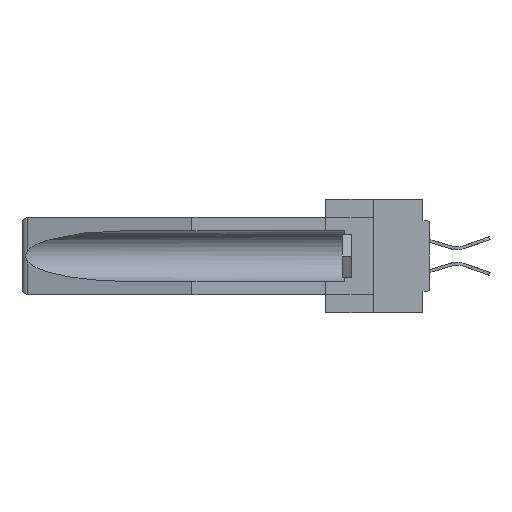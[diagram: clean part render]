
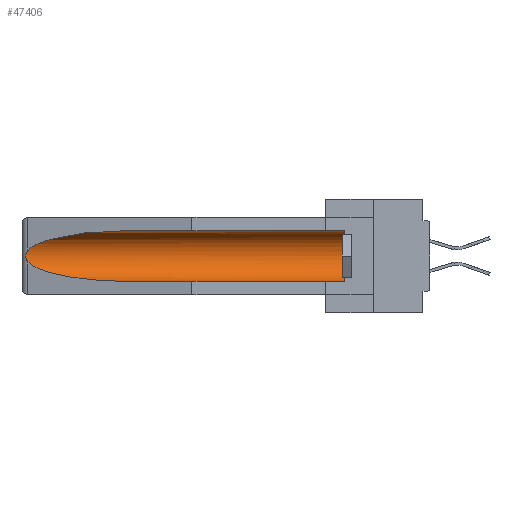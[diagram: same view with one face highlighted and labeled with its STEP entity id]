
A CAD part, left-side view. The second image highlights one B-rep face of the part: STEP entity #47406.
In plain terms, the highlighted cylindrical face has radius 2.857 mm (diameter 5.715 mm), a partial arc.
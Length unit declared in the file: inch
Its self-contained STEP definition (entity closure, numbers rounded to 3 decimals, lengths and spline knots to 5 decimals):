
#1431 = B_SPLINE_CURVE_WITH_KNOTS ( 'NONE', 3,
 ( #11118, #32724, #6954, #47423, #36864, #44233, #47269, #29642, #7593, #7755 ),
 .UNSPECIFIED., .F., .F.,
 ( 4, 2, 2, 2, 4 ),
 ( 0., 0.00029, 0.00058, 0.00087, 0.00117 ),
 .UNSPECIFIED. ) ;
#3801 = CARTESIAN_POINT ( 'NONE',  ( 0.155, 0.126, -0.059 ) ) ;
#4751 = CARTESIAN_POINT ( 'NONE',  ( 0.155, 1.07973, -0.284 ) ) ;
#4811 = EDGE_CURVE ( 'NONE', #20848, #17941, #14999, .T. ) ;
#5888 = DIRECTION ( 'NONE',  ( 0., -1., 0. ) ) ;
#6954 = CARTESIAN_POINT ( 'NONE',  ( 0.26654, 1.53092, -0.15636 ) ) ;
#7593 = CARTESIAN_POINT ( 'NONE',  ( 0.26597, 1.5296, -0.19026 ) ) ;
#7755 = CARTESIAN_POINT ( 'NONE',  ( 0.26537, 1.52718, -0.19328 ) ) ;
#7804 = LINE ( 'NONE', #41316, #26244 ) ;
#10019 = ORIENTED_EDGE ( 'NONE', *, *, #19749, .T. ) ;
#10305 = VECTOR ( 'NONE', #37203, 39.37008 ) ;
#10619 = AXIS2_PLACEMENT_3D ( 'NONE', #20221, #5888, #27983 ) ;
#11118 = CARTESIAN_POINT ( 'NONE',  ( 0.26537, 1.52718, -0.14972 ) ) ;
#11598 = VERTEX_POINT ( 'NONE', #3801 ) ;
#11995 = CARTESIAN_POINT ( 'NONE',  ( 0.26537, 1.52718, -0.19328 ) ) ;
#13157 = EDGE_CURVE ( 'NONE', #44801, #17941, #29910, .T. ) ;
#14999 =( BOUNDED_CURVE ( )  B_SPLINE_CURVE ( 3, ( #11995, #27472, #34394, #4751 ),
 .UNSPECIFIED., .F., .F. ) 
 B_SPLINE_CURVE_WITH_KNOTS ( ( 4, 4 ),
 ( 0.1948, 1.5708 ),
 .UNSPECIFIED. ) 
 CURVE ( )  GEOMETRIC_REPRESENTATION_ITEM ( )  RATIONAL_B_SPLINE_CURVE ( ( 1., 0.848, 0.848, 1. ) ) 
 REPRESENTATION_ITEM ( '' )  );
#15112 = ORIENTED_EDGE ( 'NONE', *, *, #13157, .F. ) ;
#15382 = EDGE_CURVE ( 'NONE', #11598, #23318, #7804, .T. ) ;
#16185 = EDGE_CURVE ( 'NONE', #44801, #11598, #41030, .T. ) ;
#16459 = ORIENTED_EDGE ( 'NONE', *, *, #16185, .T. ) ;
#16675 = FACE_OUTER_BOUND ( 'NONE', #31393, .T. ) ;
#17526 = CARTESIAN_POINT ( 'NONE',  ( 0.155, 1.07973, -0.059 ) ) ;
#17941 = VERTEX_POINT ( 'NONE', #32863 ) ;
#18653 = ORIENTED_EDGE ( 'NONE', *, *, #43563, .T. ) ;
#19749 = EDGE_CURVE ( 'NONE', #23318, #26434, #20018, .T. ) ;
#19952 = DIRECTION ( 'NONE',  ( 0., 1., 0. ) ) ;
#20018 =( BOUNDED_CURVE ( )  B_SPLINE_CURVE ( 3, ( #44188, #25900, #22497, #33785 ),
 .UNSPECIFIED., .F., .F. ) 
 B_SPLINE_CURVE_WITH_KNOTS ( ( 4, 4 ),
 ( 4.71239, 6.08839 ),
 .UNSPECIFIED. ) 
 CURVE ( )  GEOMETRIC_REPRESENTATION_ITEM ( )  RATIONAL_B_SPLINE_CURVE ( ( 1., 0.848, 0.848, 1. ) ) 
 REPRESENTATION_ITEM ( '' )  );
#20221 = CARTESIAN_POINT ( 'NONE',  ( 0.155, 0.126, -0.1715 ) ) ;
#20848 = VERTEX_POINT ( 'NONE', #46109 ) ;
#22497 = CARTESIAN_POINT ( 'NONE',  ( 0.25451, 1.48313, -0.09465 ) ) ;
#23318 = VERTEX_POINT ( 'NONE', #17526 ) ;
#24577 = DIRECTION ( 'NONE',  ( 0., 0., 1. ) ) ;
#25900 = CARTESIAN_POINT ( 'NONE',  ( 0.21114, 1.30732, -0.059 ) ) ;
#26244 = VECTOR ( 'NONE', #19952, 39.37008 ) ;
#26434 = VERTEX_POINT ( 'NONE', #43410 ) ;
#27472 = CARTESIAN_POINT ( 'NONE',  ( 0.25451, 1.48313, -0.24835 ) ) ;
#27983 = DIRECTION ( 'NONE',  ( 0., 0., 1. ) ) ;
#29642 = CARTESIAN_POINT ( 'NONE',  ( 0.26655, 1.53094, -0.18657 ) ) ;
#29910 = LINE ( 'NONE', #47584, #10305 ) ;
#31393 = EDGE_LOOP ( 'NONE', ( #10019, #18653, #44260, #15112, #16459, #33332 ) ) ;
#32724 = CARTESIAN_POINT ( 'NONE',  ( 0.26597, 1.52961, -0.15275 ) ) ;
#32863 = CARTESIAN_POINT ( 'NONE',  ( 0.155, 1.07973, -0.284 ) ) ;
#33307 = CARTESIAN_POINT ( 'NONE',  ( 0.155, 0.126, -0.284 ) ) ;
#33332 = ORIENTED_EDGE ( 'NONE', *, *, #15382, .T. ) ;
#33785 = CARTESIAN_POINT ( 'NONE',  ( 0.26537, 1.52718, -0.14972 ) ) ;
#34394 = CARTESIAN_POINT ( 'NONE',  ( 0.21114, 1.30732, -0.284 ) ) ;
#35039 = CARTESIAN_POINT ( 'NONE',  ( 0.155, -0.30754, -0.1715 ) ) ;
#36129 = AXIS2_PLACEMENT_3D ( 'NONE', #35039, #42880, #24577 ) ;
#36864 = CARTESIAN_POINT ( 'NONE',  ( 0.2675, 1.53308, -0.16763 ) ) ;
#37203 = DIRECTION ( 'NONE',  ( 0., 1., 0. ) ) ;
#41030 = CIRCLE ( 'NONE', #10619, 0.1125 ) ;
#41316 = CARTESIAN_POINT ( 'NONE',  ( 0.155, -0.30754, -0.059 ) ) ;
#42880 = DIRECTION ( 'NONE',  ( 0., 1., 0. ) ) ;
#43410 = CARTESIAN_POINT ( 'NONE',  ( 0.26537, 1.52718, -0.14972 ) ) ;
#43563 = EDGE_CURVE ( 'NONE', #26434, #20848, #1431, .T. ) ;
#44188 = CARTESIAN_POINT ( 'NONE',  ( 0.155, 1.07973, -0.059 ) ) ;
#44233 = CARTESIAN_POINT ( 'NONE',  ( 0.2675, 1.53308, -0.17534 ) ) ;
#44260 = ORIENTED_EDGE ( 'NONE', *, *, #4811, .T. ) ;
#44801 = VERTEX_POINT ( 'NONE', #33307 ) ;
#45390 = CYLINDRICAL_SURFACE ( 'NONE', #36129, 0.1125 ) ;
#46109 = CARTESIAN_POINT ( 'NONE',  ( 0.26537, 1.52718, -0.19328 ) ) ;
#47269 = CARTESIAN_POINT ( 'NONE',  ( 0.2673, 1.53269, -0.17917 ) ) ;
#47406 = ADVANCED_FACE ( 'NONE', ( #16675 ), #45390, .F. ) ;
#47423 = CARTESIAN_POINT ( 'NONE',  ( 0.2673, 1.5327, -0.16383 ) ) ;
#47584 = CARTESIAN_POINT ( 'NONE',  ( 0.155, -0.30754, -0.284 ) ) ;
